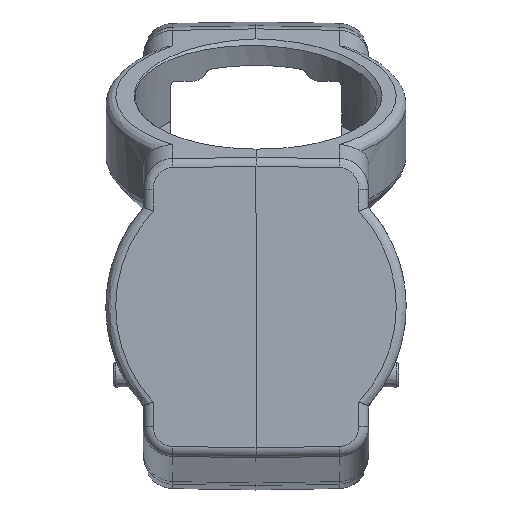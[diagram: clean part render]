
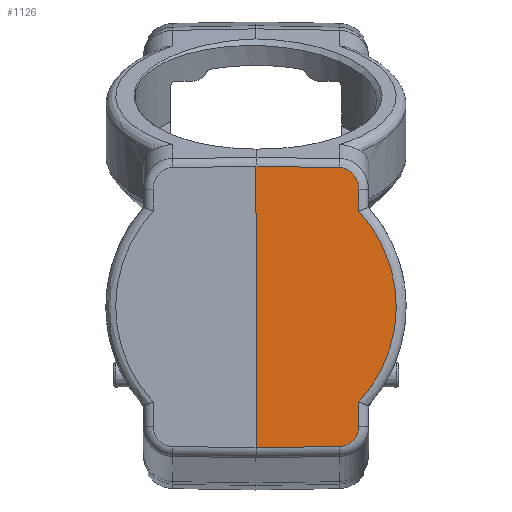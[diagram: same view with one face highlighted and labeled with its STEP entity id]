
A CAD part, top view. The second image highlights one B-rep face of the part: STEP entity #1126.
In plain terms, the highlighted planar face has unit normal (0.018, 0, 1).
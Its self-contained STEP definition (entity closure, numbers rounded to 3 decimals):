
#328=ELLIPSE('',#6664,28.004,28.);
#408=ELLIPSE('',#7134,4.451,4.);
#747=FACE_OUTER_BOUND('',#1876,.T.);
#1126=ADVANCED_FACE('',(#747),#1346,.T.);
#1346=PLANE('',#7135);
#1876=EDGE_LOOP('',(#4759,#4760,#4761,#4762,#4763,#4764,#4765,#4766));
#2064=LINE('',#9629,#2640);
#2447=LINE('',#11844,#3023);
#2448=LINE('',#11875,#3024);
#2451=LINE('',#11883,#3027);
#2452=LINE('',#11887,#3028);
#2640=VECTOR('',#7524,1.);
#3023=VECTOR('',#8835,1.);
#3024=VECTOR('',#8842,1.);
#3027=VECTOR('',#8851,1.);
#3028=VECTOR('',#8856,1.);
#4759=ORIENTED_EDGE('',*,*,#6356,.F.);
#4760=ORIENTED_EDGE('',*,*,#6355,.T.);
#4761=ORIENTED_EDGE('',*,*,#6352,.T.);
#4762=ORIENTED_EDGE('',*,*,#5704,.F.);
#4763=ORIENTED_EDGE('',*,*,#5702,.T.);
#4764=ORIENTED_EDGE('',*,*,#6361,.F.);
#4765=ORIENTED_EDGE('',*,*,#6362,.F.);
#4766=ORIENTED_EDGE('',*,*,#6360,.T.);
#5043=VERTEX_POINT('',#9628);
#5044=VERTEX_POINT('',#9630);
#5045=VERTEX_POINT('',#9655);
#5465=VERTEX_POINT('',#11845);
#5466=VERTEX_POINT('',#11872);
#5467=VERTEX_POINT('',#11876);
#5468=VERTEX_POINT('',#11882);
#5469=VERTEX_POINT('',#11886);
#5702=EDGE_CURVE('',#5044,#5043,#2064,.T.);
#5704=EDGE_CURVE('',#5044,#5045,#328,.T.);
#6352=EDGE_CURVE('',#5465,#5045,#2447,.T.);
#6355=EDGE_CURVE('',#5466,#5465,#6558,.T.);
#6356=EDGE_CURVE('',#5466,#5467,#2448,.T.);
#6360=EDGE_CURVE('',#5468,#5467,#2451,.T.);
#6361=EDGE_CURVE('',#5469,#5043,#408,.T.);
#6362=EDGE_CURVE('',#5468,#5469,#2452,.T.);
#6558=CIRCLE('',#7128,4.);
#6664=AXIS2_PLACEMENT_3D('',#9654,#7527,#7528);
#7128=AXIS2_PLACEMENT_3D('',#11873,#8838,#8839);
#7134=AXIS2_PLACEMENT_3D('',#11885,#8854,#8855);
#7135=AXIS2_PLACEMENT_3D('',#11888,#8857,#8858);
#7524=DIRECTION('',(0.,1.,0.));
#7527=DIRECTION('',(-0.017,0.,-1.));
#7528=DIRECTION('',(-1.,0.,0.017));
#8835=DIRECTION('',(0.,1.,0.));
#8838=DIRECTION('',(0.017,0.,1.));
#8839=DIRECTION('',(1.,0.,-0.017));
#8842=DIRECTION('',(-1.,-0.016,0.017));
#8851=DIRECTION('',(0.,-1.,0.));
#8854=DIRECTION('',(-0.017,0.,-1.));
#8855=DIRECTION('',(-0.036,-0.999,0.001));
#8856=DIRECTION('',(1.,-0.011,-0.017));
#8857=DIRECTION('',(0.017,0.,1.));
#8858=DIRECTION('',(0.,-1.,0.));
#9628=CARTESIAN_POINT('',(20.535,13.095,100.642));
#9629=CARTESIAN_POINT('',(20.535,-10.403,100.642));
#9630=CARTESIAN_POINT('',(20.535,8.769,100.642));
#9654=CARTESIAN_POINT('',(0.035,-10.303,100.999));
#9655=CARTESIAN_POINT('',(20.535,-29.376,100.642));
#11844=CARTESIAN_POINT('',(20.535,-10.403,100.642));
#11845=CARTESIAN_POINT('',(20.535,-34.224,100.642));
#11872=CARTESIAN_POINT('',(16.631,-38.237,100.71));
#11873=CARTESIAN_POINT('',(16.534,-34.238,100.711));
#11875=CARTESIAN_POINT('',(14.456,-38.271,100.748));
#11876=CARTESIAN_POINT('',(0.,-38.499,101.));
#11882=CARTESIAN_POINT('',(0.,17.692,101.));
#11883=CARTESIAN_POINT('',(0.,17.692,101.));
#11885=CARTESIAN_POINT('',(16.535,13.061,100.711));
#11886=CARTESIAN_POINT('',(16.605,17.511,100.71));
#11887=CARTESIAN_POINT('',(14.322,17.536,100.75));
#11888=CARTESIAN_POINT('',(14.017,-10.403,100.755));
